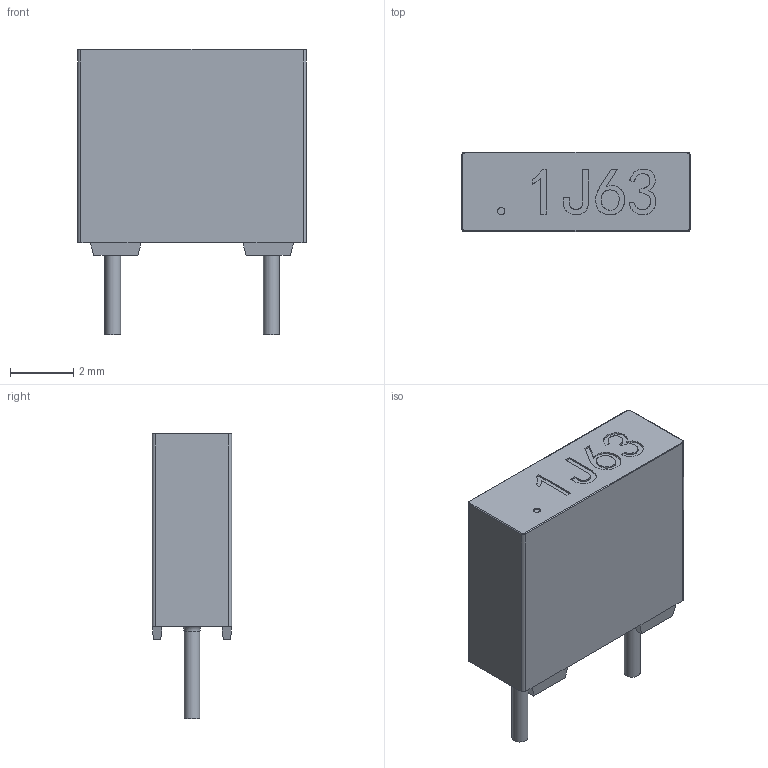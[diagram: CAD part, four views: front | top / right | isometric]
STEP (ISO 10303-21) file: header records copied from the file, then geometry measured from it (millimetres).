
FILE_DESCRIPTION(('FreeCAD Model'),'2;1');
FILE_NAME('Film Capacitor 7.2x2.5x6.5mm.step','2020-02-27T08:06:15',('Author'),(''), 'Open CASCADE STEP processor 7.3','FreeCAD','Unknown');
FILE_SCHEMA(('AUTOMOTIVE_DESIGN { 1 0 10303 214 1 1 1 1 }'));
Length unit declared in the file: millimetre
Products named in the file (1): Film_Capacitor_7.2x2.5x6.5mm
Bounding box: 7.2 x 2.5 x 9 mm (x, y, z)
Volume: 110.3 mm3; surface area: 169.4 mm2
Topology: 1 solids, 1 shells, 147 faces, 377 edges, 236 vertices
Faces by surface type: extrusion 60, plane 59, cylinder 18, torus 6, bspline 4
Full cylindrical faces by diameter (mm): 0.5 x2
Entity records: 28475 total; most frequent: CARTESIAN_POINT 20519, DIRECTION 1016, VECTOR 779, ORIENTED_EDGE 746, PCURVE 746, DEFINITIONAL_REPRESENTATION 746, LINE 719, B_SPLINE_CURVE_WITH_KNOTS 412
